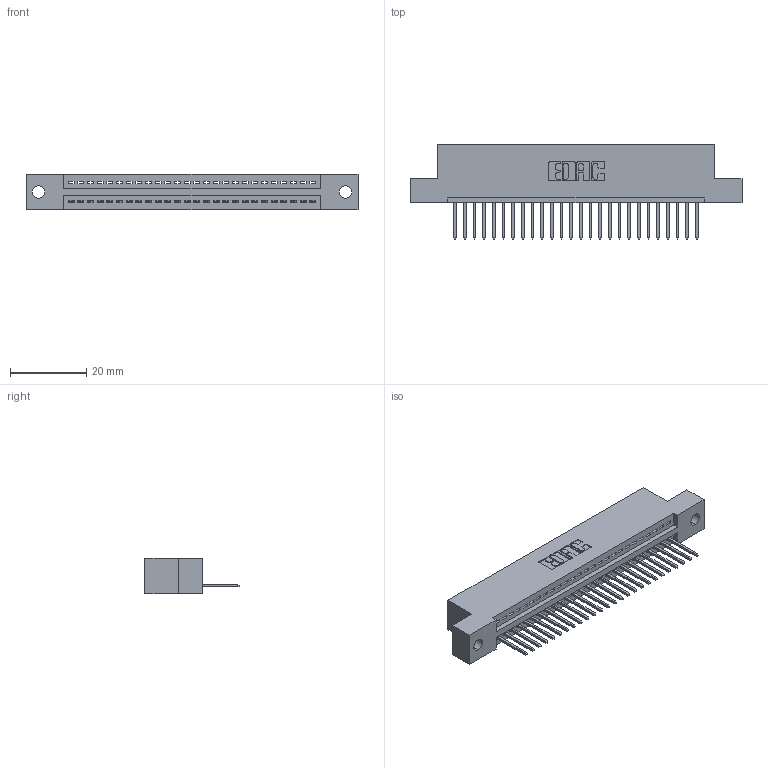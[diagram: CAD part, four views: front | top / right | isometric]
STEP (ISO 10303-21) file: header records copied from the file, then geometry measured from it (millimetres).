
FILE_DESCRIPTION (( 'STEP AP203' ), '1' );
FILE_NAME ('395-026-523-102.STEP', '2018-11-09T17:08:49', ( '' ), ( '' ), 'SwSTEP 2.0', 'SolidWorks 2016', '' );
FILE_SCHEMA (( 'CONFIG_CONTROL_DESIGN' ));
Length unit declared in the file: inch
Products named in the file (3): 345-292-001_345-293-123; 345 Part_Flush Mounting Lugs - 0.128 Dia; 395-026-523-102
Assembly tree (27 placements, depth 2):
  395-026-523-102
    345 Part_Flush Mounting Lugs - 0.128 Dia
    345-292-001_345-293-123  x26
Bounding box: 87.25 x 24.82 x 9.4 mm (x, y, z)
Volume: 8109.2 mm3; surface area: 10315.8 mm2
Topology: 27 solids, 27 shells, 1634 faces, 4917 edges, 3242 vertices
Faces by surface type: plane 1120, cylinder 514
Entity records: 21743 total; most frequent: CARTESIAN_POINT 3774, ORIENTED_EDGE 3734, DIRECTION 3319, EDGE_CURVE 1867, LINE 1631, VECTOR 1631, VERTEX_POINT 1242, AXIS2_PLACEMENT_3D 844
